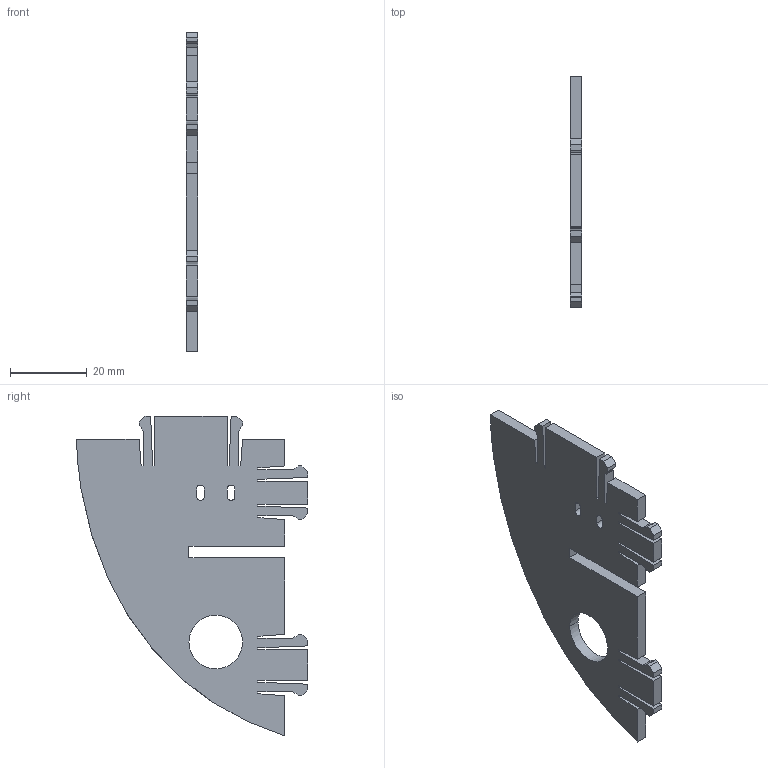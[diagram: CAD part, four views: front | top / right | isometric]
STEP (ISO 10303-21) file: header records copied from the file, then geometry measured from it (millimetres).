
FILE_DESCRIPTION (( 'STEP AP203' ), '1' );
FILE_NAME ('frame-4-3.step', '2015-02-17T13:04:02', ( 'Cesar' ), ( '' ), 'SwSTEP 2.0', 'SolidWorks 2013', '' );
FILE_SCHEMA (( 'CONFIG_CONTROL_DESIGN' ));
Length unit declared in the file: millimetre
Products named in the file (1): frame-4-3
Bounding box: 3 x 60.41 x 83.49 mm (x, y, z)
Volume: 9265.6 mm3; surface area: 8036.9 mm2
Topology: 1 solids, 1 shells, 91 faces, 267 edges, 178 vertices
Faces by surface type: plane 84, cylinder 6, bspline 1
Entity records: 3227 total; most frequent: CARTESIAN_POINT 709, ORIENTED_EDGE 534, DIRECTION 459, EDGE_CURVE 267, VECTOR 253, LINE 253, VERTEX_POINT 178, AXIS2_PLACEMENT_3D 103
